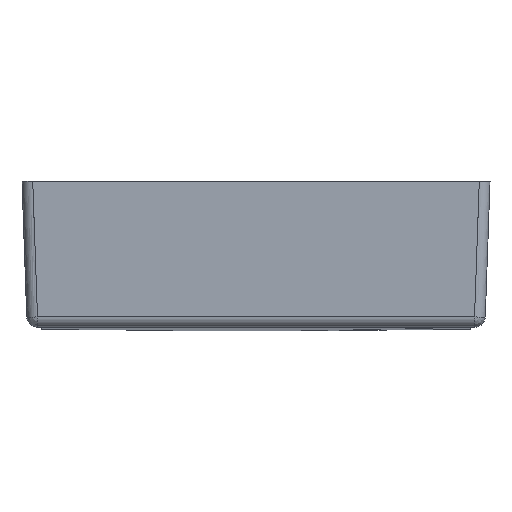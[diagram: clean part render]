
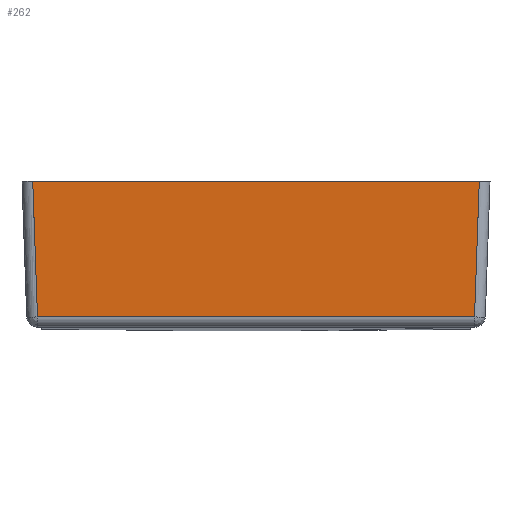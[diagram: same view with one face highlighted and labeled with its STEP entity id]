
A CAD part, left-side view. The second image highlights one B-rep face of the part: STEP entity #262.
In plain terms, the highlighted planar face has unit normal (-0.999, 0, -0.035).
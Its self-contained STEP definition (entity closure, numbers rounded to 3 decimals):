
#262=ADVANCED_FACE('',(#314),#1176,.T.);
#314=FACE_OUTER_BOUND('',#363,.T.);
#363=EDGE_LOOP('',(#458,#459,#460,#461));
#458=ORIENTED_EDGE('',*,*,#668,.T.);
#459=ORIENTED_EDGE('',*,*,#669,.T.);
#460=ORIENTED_EDGE('',*,*,#667,.T.);
#461=ORIENTED_EDGE('',*,*,#666,.T.);
#666=EDGE_CURVE('',#1017,#1018,#862,.T.);
#667=EDGE_CURVE('',#1016,#1017,#863,.T.);
#668=EDGE_CURVE('',#1018,#1019,#864,.T.);
#669=EDGE_CURVE('',#1019,#1016,#865,.T.);
#862=B_SPLINE_CURVE_WITH_KNOTS('',1,(#1567,#1568,#1569),.UNSPECIFIED.,.F.,
 .F.,(2,1,2),(-103.998,-23.615,-5.891),
 .UNSPECIFIED.);
#863=B_SPLINE_CURVE_WITH_KNOTS('',1,(#1570,#1571),.UNSPECIFIED.,.F.,.F.,
(2,2),(0.,407.21),.UNSPECIFIED.);
#864=B_SPLINE_CURVE_WITH_KNOTS('',1,(#1572,#1573),.UNSPECIFIED.,.F.,.F.,
(2,2),(19.925,435.959),.UNSPECIFIED.);
#865=B_SPLINE_CURVE_WITH_KNOTS('',1,(#1574,#1575,#1576),.UNSPECIFIED.,.F.,
 .F.,(2,1,2),(-107.421,-89.698,-9.314),
 .UNSPECIFIED.);
#1016=VERTEX_POINT('',#1563);
#1017=VERTEX_POINT('',#1564);
#1018=VERTEX_POINT('',#1565);
#1019=VERTEX_POINT('',#1566);
#1176=PLANE('',#1212);
#1212=AXIS2_PLACEMENT_3D('',#1562,#1231,$);
#1231=DIRECTION('',(-0.999,0.,-0.035));
#1562=CARTESIAN_POINT('',(-318.965,-272.942,166.521));
#1563=CARTESIAN_POINT('',(-313.599,203.605,12.848));
#1564=CARTESIAN_POINT('',(-313.599,-203.605,12.848));
#1565=CARTESIAN_POINT('',(-318.011,-208.017,139.197));
#1566=CARTESIAN_POINT('',(-318.011,208.017,139.197));
#1567=CARTESIAN_POINT('',(-313.599,-203.605,12.848));
#1568=CARTESIAN_POINT('',(-317.214,-207.22,116.372));
#1569=CARTESIAN_POINT('',(-318.011,-208.017,139.197));
#1570=CARTESIAN_POINT('',(-313.599,203.605,12.848));
#1571=CARTESIAN_POINT('',(-313.599,-203.605,12.848));
#1572=CARTESIAN_POINT('',(-318.011,-208.017,139.197));
#1573=CARTESIAN_POINT('',(-318.011,208.017,139.197));
#1574=CARTESIAN_POINT('',(-318.011,208.017,139.197));
#1575=CARTESIAN_POINT('',(-317.214,207.22,116.372));
#1576=CARTESIAN_POINT('',(-313.599,203.605,12.848));
